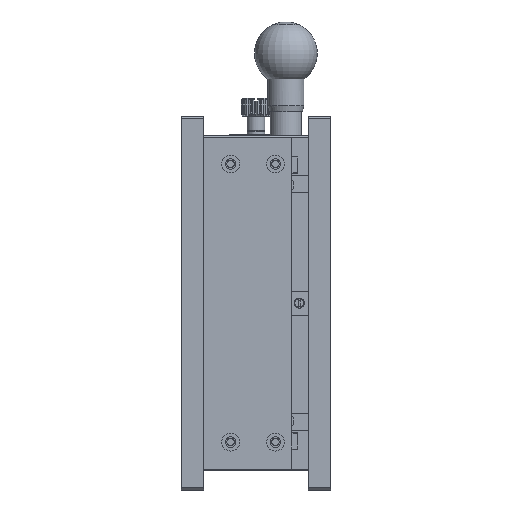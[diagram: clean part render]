
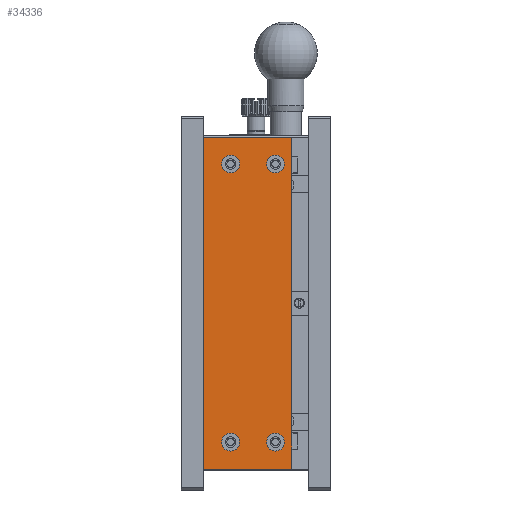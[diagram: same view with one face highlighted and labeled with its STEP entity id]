
A CAD part, left-side view. The second image highlights one B-rep face of the part: STEP entity #34336.
In plain terms, the highlighted planar face has unit normal (-1, 0, 0).
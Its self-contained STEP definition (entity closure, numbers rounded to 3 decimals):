
#751 = EDGE_CURVE ( 'NONE', #22938, #19894, #40405, .T. ) ;
#844 = EDGE_LOOP ( 'NONE', ( #45419 ) ) ;
#881 = ORIENTED_EDGE ( 'NONE', *, *, #27088, .T. ) ;
#1473 = VECTOR ( 'NONE', #13328, 1000. ) ;
#2101 = CARTESIAN_POINT ( 'NONE',  ( 9., 13., -118. ) ) ;
#2724 = VECTOR ( 'NONE', #42537, 1000. ) ;
#3636 = CARTESIAN_POINT ( 'NONE',  ( 9., 13., -118. ) ) ;
#4450 = DIRECTION ( 'NONE',  ( 0., 1., 0. ) ) ;
#4738 = EDGE_LOOP ( 'NONE', ( #47386, #12320, #23651, #28027 ) ) ;
#4989 = DIRECTION ( 'NONE',  ( 1., 0., 0. ) ) ;
#5274 = EDGE_CURVE ( 'NONE', #21672, #47089, #41106, .T. ) ;
#5696 = DIRECTION ( 'NONE',  ( 0., 0., -1. ) ) ;
#7180 = FACE_BOUND ( 'NONE', #32534, .T. ) ;
#8603 = CARTESIAN_POINT ( 'NONE',  ( 9., 21.5, -16. ) ) ;
#8742 = CARTESIAN_POINT ( 'NONE',  ( 9., 18.5, -109. ) ) ;
#9413 = DIRECTION ( 'NONE',  ( 0., 1., 0. ) ) ;
#9446 = CARTESIAN_POINT ( 'NONE',  ( 9., 42.5, 0. ) ) ;
#9793 = CARTESIAN_POINT ( 'NONE',  ( 9., 13., -118. ) ) ;
#10041 = DIRECTION ( 'NONE',  ( 0., 1., 0. ) ) ;
#10044 = AXIS2_PLACEMENT_3D ( 'NONE', #8742, #40969, #4450 ) ;
#11151 = ORIENTED_EDGE ( 'NONE', *, *, #18267, .T. ) ;
#11224 = FACE_OUTER_BOUND ( 'NONE', #4738, .T. ) ;
#12320 = ORIENTED_EDGE ( 'NONE', *, *, #5274, .T. ) ;
#13328 = DIRECTION ( 'NONE',  ( 0., 0., 1. ) ) ;
#13547 = CARTESIAN_POINT ( 'NONE',  ( 9., 21.5, -109. ) ) ;
#15440 = ORIENTED_EDGE ( 'NONE', *, *, #48965, .T. ) ;
#15838 = CIRCLE ( 'NONE', #37255, 3. ) ;
#16145 = DIRECTION ( 'NONE',  ( 0., 1., 0. ) ) ;
#17197 = VERTEX_POINT ( 'NONE', #25788 ) ;
#17552 = VERTEX_POINT ( 'NONE', #13547 ) ;
#17595 = DIRECTION ( 'NONE',  ( 0., 1., 0. ) ) ;
#18267 = EDGE_CURVE ( 'NONE', #22905, #22905, #40940, .T. ) ;
#19544 = FACE_BOUND ( 'NONE', #38144, .T. ) ;
#19894 = VERTEX_POINT ( 'NONE', #43854 ) ;
#21672 = VERTEX_POINT ( 'NONE', #27500 ) ;
#22527 = EDGE_CURVE ( 'NONE', #47089, #22938, #51025, .T. ) ;
#22905 = VERTEX_POINT ( 'NONE', #47831 ) ;
#22938 = VERTEX_POINT ( 'NONE', #30613 ) ;
#23651 = ORIENTED_EDGE ( 'NONE', *, *, #22527, .T. ) ;
#24474 = EDGE_LOOP ( 'NONE', ( #11151 ) ) ;
#25063 = EDGE_CURVE ( 'NONE', #17197, #17197, #44299, .T. ) ;
#25788 = CARTESIAN_POINT ( 'NONE',  ( 9., 36.5, -16. ) ) ;
#26618 = DIRECTION ( 'NONE',  ( 1., 0., 0. ) ) ;
#27064 = EDGE_CURVE ( 'NONE', #19894, #21672, #30221, .T. ) ;
#27088 = EDGE_CURVE ( 'NONE', #49918, #49918, #15838, .T. ) ;
#27500 = CARTESIAN_POINT ( 'NONE',  ( 9., 13., -7. ) ) ;
#27598 = FACE_BOUND ( 'NONE', #844, .T. ) ;
#27713 = CARTESIAN_POINT ( 'NONE',  ( 9., 13., -7. ) ) ;
#28027 = ORIENTED_EDGE ( 'NONE', *, *, #751, .T. ) ;
#30221 = LINE ( 'NONE', #9793, #1473 ) ;
#30613 = CARTESIAN_POINT ( 'NONE',  ( 9., 42.5, -118. ) ) ;
#30727 = CARTESIAN_POINT ( 'NONE',  ( 9., 33.5, -16. ) ) ;
#32534 = EDGE_LOOP ( 'NONE', ( #15440 ) ) ;
#34336 = ADVANCED_FACE ( 'NONE', ( #11224, #27598, #7180, #19544, #39936 ), #52248, .T. ) ;
#34851 = DIRECTION ( 'NONE',  ( -1., 0., 0. ) ) ;
#35625 = VECTOR ( 'NONE', #5696, 1000. ) ;
#37230 = AXIS2_PLACEMENT_3D ( 'NONE', #2101, #34851, #51184 ) ;
#37255 = AXIS2_PLACEMENT_3D ( 'NONE', #42571, #4989, #17595 ) ;
#38144 = EDGE_LOOP ( 'NONE', ( #881 ) ) ;
#38330 = CIRCLE ( 'NONE', #10044, 3. ) ;
#39936 = FACE_BOUND ( 'NONE', #24474, .T. ) ;
#40405 = LINE ( 'NONE', #3636, #2724 ) ;
#40940 = CIRCLE ( 'NONE', #46101, 3. ) ;
#40969 = DIRECTION ( 'NONE',  ( 1., 0., 0. ) ) ;
#41106 = LINE ( 'NONE', #27713, #42261 ) ;
#41400 = CARTESIAN_POINT ( 'NONE',  ( 9., 42.5, -7. ) ) ;
#42261 = VECTOR ( 'NONE', #16145, 1000. ) ;
#42537 = DIRECTION ( 'NONE',  ( 0., -1., 0. ) ) ;
#42571 = CARTESIAN_POINT ( 'NONE',  ( 9., 18.5, -16. ) ) ;
#43854 = CARTESIAN_POINT ( 'NONE',  ( 9., 13., -118. ) ) ;
#44299 = CIRCLE ( 'NONE', #45111, 3. ) ;
#45111 = AXIS2_PLACEMENT_3D ( 'NONE', #30727, #50802, #10041 ) ;
#45419 = ORIENTED_EDGE ( 'NONE', *, *, #25063, .T. ) ;
#46101 = AXIS2_PLACEMENT_3D ( 'NONE', #46202, #26618, #9413 ) ;
#46202 = CARTESIAN_POINT ( 'NONE',  ( 9., 33.5, -109. ) ) ;
#47089 = VERTEX_POINT ( 'NONE', #41400 ) ;
#47386 = ORIENTED_EDGE ( 'NONE', *, *, #27064, .T. ) ;
#47831 = CARTESIAN_POINT ( 'NONE',  ( 9., 36.5, -109. ) ) ;
#48965 = EDGE_CURVE ( 'NONE', #17552, #17552, #38330, .T. ) ;
#49918 = VERTEX_POINT ( 'NONE', #8603 ) ;
#50802 = DIRECTION ( 'NONE',  ( 1., 0., 0. ) ) ;
#51025 = LINE ( 'NONE', #9446, #35625 ) ;
#51184 = DIRECTION ( 'NONE',  ( 0., 0., 1. ) ) ;
#52248 = PLANE ( 'NONE',  #37230 ) ;
